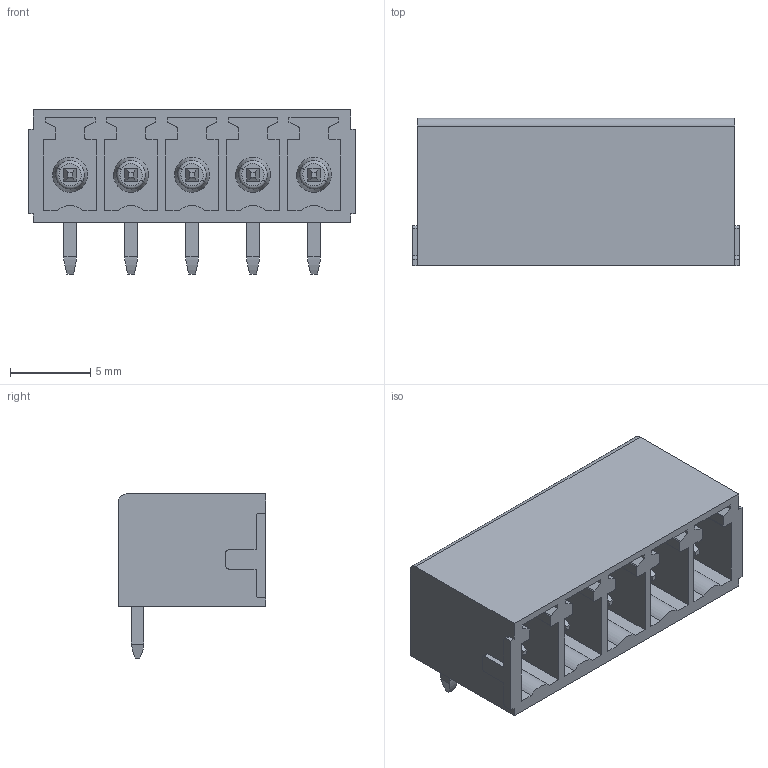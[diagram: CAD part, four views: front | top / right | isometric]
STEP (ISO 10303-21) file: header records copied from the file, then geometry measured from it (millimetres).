
FILE_DESCRIPTION(('CATIA V5 STEP Exchange','CAx-IF Rec.Pracs.--- Model Styling and Organization---1.4--- 2014-01-23'),'2;1');
FILE_NAME ('D1486656_0_1793270000_1793270000.stp','2021-05-20T08:35:38+00:00',('none'),('Weidmueller'),'CATIA Version 5-6 Release 2016 SP3 HF44','CATIA V5 STEP AP214','none');
FILE_SCHEMA(('AUTOMOTIVE_DESIGN { 1 0 10303 214 1 1 1 1 }'));
Length unit declared in the file: millimetre
Products named in the file (1): 1793270000
Bounding box: 20.44 x 9.2 x 10.25 mm (x, y, z)
Volume: 593.2 mm3; surface area: 1939.1 mm2
Topology: 6 solids, 6 shells, 420 faces, 1203 edges, 810 vertices
Faces by surface type: plane 301, cylinder 99, cone 10, torus 10
Entity records: 13711 total; most frequent: CARTESIAN_POINT 2747, ORIENTED_EDGE 2406, DIRECTION 1774, EDGE_CURVE 1203, VECTOR 945, LINE 945, VERTEX_POINT 810, AXIS2_PLACEMENT_3D 517
